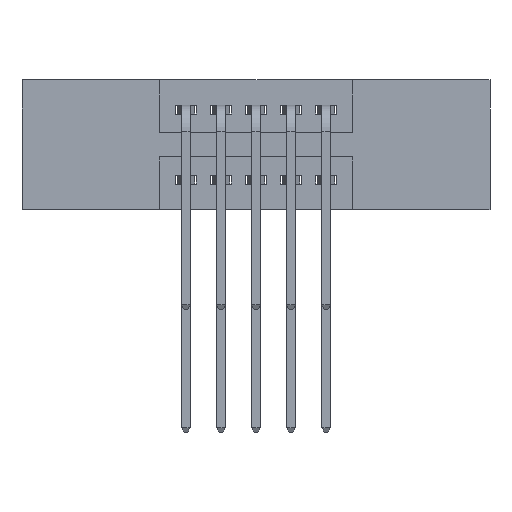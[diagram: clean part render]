
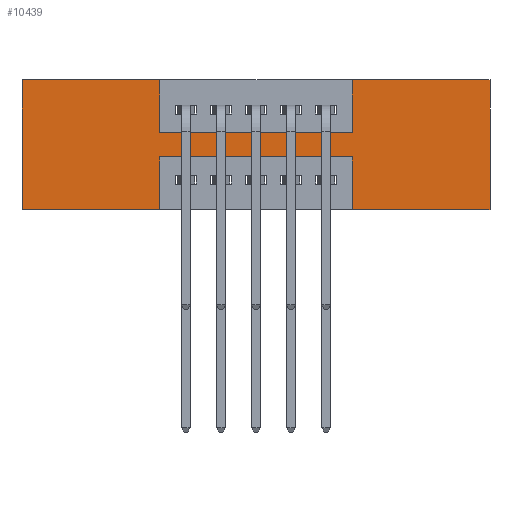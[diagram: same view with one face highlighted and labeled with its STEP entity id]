
A CAD part, front view. The second image highlights one B-rep face of the part: STEP entity #10439.
In plain terms, the highlighted planar face has unit normal (0, -1, 0).
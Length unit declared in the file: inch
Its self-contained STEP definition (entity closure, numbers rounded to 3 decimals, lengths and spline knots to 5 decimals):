
#73 = CARTESIAN_POINT ( 'NONE',  ( 0.3925, 0., 0. ) ) ;
#80 = VECTOR ( 'NONE', #3471, 39.37008 ) ;
#166 = CARTESIAN_POINT ( 'NONE',  ( 0.3925, 0., -0.37 ) ) ;
#183 = CARTESIAN_POINT ( 'NONE',  ( 0., 0., 0. ) ) ;
#237 = VERTEX_POINT ( 'NONE', #3578 ) ;
#418 = VECTOR ( 'NONE', #5491, 39.37008 ) ;
#459 = EDGE_CURVE ( 'NONE', #2743, #6326, #991, .T. ) ;
#476 = EDGE_LOOP ( 'NONE', ( #9457, #7170, #4460, #6614, #9296, #8645, #3547, #4787, #6147, #4897, #9890, #6253 ) ) ;
#582 = CARTESIAN_POINT ( 'NONE',  ( 1.335, 0., 0. ) ) ;
#594 = LINE ( 'NONE', #5692, #2669 ) ;
#742 = DIRECTION ( 'NONE',  ( 1., 0., 0. ) ) ;
#840 = LINE ( 'NONE', #183, #9205 ) ;
#991 = LINE ( 'NONE', #582, #80 ) ;
#1156 = EDGE_CURVE ( 'NONE', #8230, #4770, #7652, .T. ) ;
#1179 = CARTESIAN_POINT ( 'NONE',  ( 1.335, 0., 0. ) ) ;
#1199 = PLANE ( 'NONE',  #6176 ) ;
#1441 = LINE ( 'NONE', #7978, #7627 ) ;
#1585 = LINE ( 'NONE', #10428, #9845 ) ;
#1594 = EDGE_CURVE ( 'NONE', #6326, #8230, #2001, .T. ) ;
#1706 = DIRECTION ( 'NONE',  ( 0., 0., 1. ) ) ;
#1874 = EDGE_CURVE ( 'NONE', #237, #3854, #5764, .T. ) ;
#2001 = LINE ( 'NONE', #6089, #9988 ) ;
#2165 = VERTEX_POINT ( 'NONE', #9111 ) ;
#2225 = LINE ( 'NONE', #2900, #6516 ) ;
#2587 = EDGE_CURVE ( 'NONE', #5754, #237, #1441, .T. ) ;
#2669 = VECTOR ( 'NONE', #10296, 39.37008 ) ;
#2743 = VERTEX_POINT ( 'NONE', #1179 ) ;
#2900 = CARTESIAN_POINT ( 'NONE',  ( 0.3925, 0., -0.15 ) ) ;
#3471 = DIRECTION ( 'NONE',  ( 0., 0., -1. ) ) ;
#3532 = VECTOR ( 'NONE', #9161, 39.37008 ) ;
#3547 = ORIENTED_EDGE ( 'NONE', *, *, #9963, .F. ) ;
#3578 = CARTESIAN_POINT ( 'NONE',  ( 0.3925, 0., 0. ) ) ;
#3654 = VECTOR ( 'NONE', #9323, 39.37008 ) ;
#3840 = DIRECTION ( 'NONE',  ( 0., -1., 0. ) ) ;
#3854 = VERTEX_POINT ( 'NONE', #4874 ) ;
#3884 = CARTESIAN_POINT ( 'NONE',  ( 0.9425, 0., 0. ) ) ;
#3936 = CARTESIAN_POINT ( 'NONE',  ( 0.9425, 0., -0.37 ) ) ;
#4074 = EDGE_CURVE ( 'NONE', #9617, #4856, #9332, .T. ) ;
#4264 = VERTEX_POINT ( 'NONE', #7129 ) ;
#4460 = ORIENTED_EDGE ( 'NONE', *, *, #1156, .F. ) ;
#4769 = EDGE_CURVE ( 'NONE', #2165, #2743, #840, .T. ) ;
#4770 = VERTEX_POINT ( 'NONE', #9144 ) ;
#4787 = ORIENTED_EDGE ( 'NONE', *, *, #10422, .F. ) ;
#4856 = VERTEX_POINT ( 'NONE', #8185 ) ;
#4874 = CARTESIAN_POINT ( 'NONE',  ( 0.3925, 0., -0.15 ) ) ;
#4897 = ORIENTED_EDGE ( 'NONE', *, *, #2587, .F. ) ;
#5285 = VECTOR ( 'NONE', #8273, 39.37008 ) ;
#5491 = DIRECTION ( 'NONE',  ( 0., 0., 1. ) ) ;
#5535 = VECTOR ( 'NONE', #1706, 39.37008 ) ;
#5692 = CARTESIAN_POINT ( 'NONE',  ( 0.3925, 0., -0.22 ) ) ;
#5754 = VERTEX_POINT ( 'NONE', #9150 ) ;
#5764 = LINE ( 'NONE', #73, #3654 ) ;
#6089 = CARTESIAN_POINT ( 'NONE',  ( 0., 0., -0.37 ) ) ;
#6108 = CARTESIAN_POINT ( 'NONE',  ( 0.9425, 0., -0.37 ) ) ;
#6147 = ORIENTED_EDGE ( 'NONE', *, *, #1874, .F. ) ;
#6150 = CARTESIAN_POINT ( 'NONE',  ( 0., 0., -0.37 ) ) ;
#6176 = AXIS2_PLACEMENT_3D ( 'NONE', #6150, #3840, #9247 ) ;
#6253 = ORIENTED_EDGE ( 'NONE', *, *, #9004, .F. ) ;
#6296 = FACE_OUTER_BOUND ( 'NONE', #476, .T. ) ;
#6326 = VERTEX_POINT ( 'NONE', #8874 ) ;
#6516 = VECTOR ( 'NONE', #8407, 39.37008 ) ;
#6614 = ORIENTED_EDGE ( 'NONE', *, *, #1594, .F. ) ;
#6782 = LINE ( 'NONE', #3884, #418 ) ;
#7129 = CARTESIAN_POINT ( 'NONE',  ( 0., 0., -0.37 ) ) ;
#7170 = ORIENTED_EDGE ( 'NONE', *, *, #8895, .F. ) ;
#7249 = DIRECTION ( 'NONE',  ( 1., 0., 0. ) ) ;
#7627 = VECTOR ( 'NONE', #7249, 39.37008 ) ;
#7652 = LINE ( 'NONE', #3936, #3532 ) ;
#7741 = LINE ( 'NONE', #10463, #5535 ) ;
#7978 = CARTESIAN_POINT ( 'NONE',  ( 0., 0., 0. ) ) ;
#8141 = CARTESIAN_POINT ( 'NONE',  ( 0.9425, 0., -0.15 ) ) ;
#8185 = CARTESIAN_POINT ( 'NONE',  ( 0.3925, 0., -0.37 ) ) ;
#8230 = VERTEX_POINT ( 'NONE', #6108 ) ;
#8273 = DIRECTION ( 'NONE',  ( 0., 0., -1. ) ) ;
#8407 = DIRECTION ( 'NONE',  ( 1., 0., 0. ) ) ;
#8645 = ORIENTED_EDGE ( 'NONE', *, *, #4769, .F. ) ;
#8840 = DIRECTION ( 'NONE',  ( -1., 0., 0. ) ) ;
#8874 = CARTESIAN_POINT ( 'NONE',  ( 1.335, 0., -0.37 ) ) ;
#8895 = EDGE_CURVE ( 'NONE', #4770, #9617, #594, .T. ) ;
#9004 = EDGE_CURVE ( 'NONE', #4856, #4264, #1585, .T. ) ;
#9034 = EDGE_CURVE ( 'NONE', #4264, #5754, #7741, .T. ) ;
#9111 = CARTESIAN_POINT ( 'NONE',  ( 0.9425, 0., 0. ) ) ;
#9144 = CARTESIAN_POINT ( 'NONE',  ( 0.9425, 0., -0.22 ) ) ;
#9150 = CARTESIAN_POINT ( 'NONE',  ( 0., 0., 0. ) ) ;
#9161 = DIRECTION ( 'NONE',  ( 0., 0., 1. ) ) ;
#9205 = VECTOR ( 'NONE', #742, 39.37008 ) ;
#9247 = DIRECTION ( 'NONE',  ( 0., 0., -1. ) ) ;
#9296 = ORIENTED_EDGE ( 'NONE', *, *, #459, .F. ) ;
#9323 = DIRECTION ( 'NONE',  ( 0., 0., -1. ) ) ;
#9332 = LINE ( 'NONE', #166, #5285 ) ;
#9457 = ORIENTED_EDGE ( 'NONE', *, *, #4074, .F. ) ;
#9617 = VERTEX_POINT ( 'NONE', #10350 ) ;
#9704 = VERTEX_POINT ( 'NONE', #8141 ) ;
#9845 = VECTOR ( 'NONE', #8840, 39.37008 ) ;
#9890 = ORIENTED_EDGE ( 'NONE', *, *, #9034, .F. ) ;
#9963 = EDGE_CURVE ( 'NONE', #9704, #2165, #6782, .T. ) ;
#9988 = VECTOR ( 'NONE', #10518, 39.37008 ) ;
#10296 = DIRECTION ( 'NONE',  ( -1., 0., 0. ) ) ;
#10350 = CARTESIAN_POINT ( 'NONE',  ( 0.3925, 0., -0.22 ) ) ;
#10422 = EDGE_CURVE ( 'NONE', #3854, #9704, #2225, .T. ) ;
#10428 = CARTESIAN_POINT ( 'NONE',  ( 0., 0., -0.37 ) ) ;
#10439 = ADVANCED_FACE ( 'NONE', ( #6296 ), #1199, .T. ) ;
#10463 = CARTESIAN_POINT ( 'NONE',  ( 0., 0., 0. ) ) ;
#10518 = DIRECTION ( 'NONE',  ( -1., 0., 0. ) ) ;
